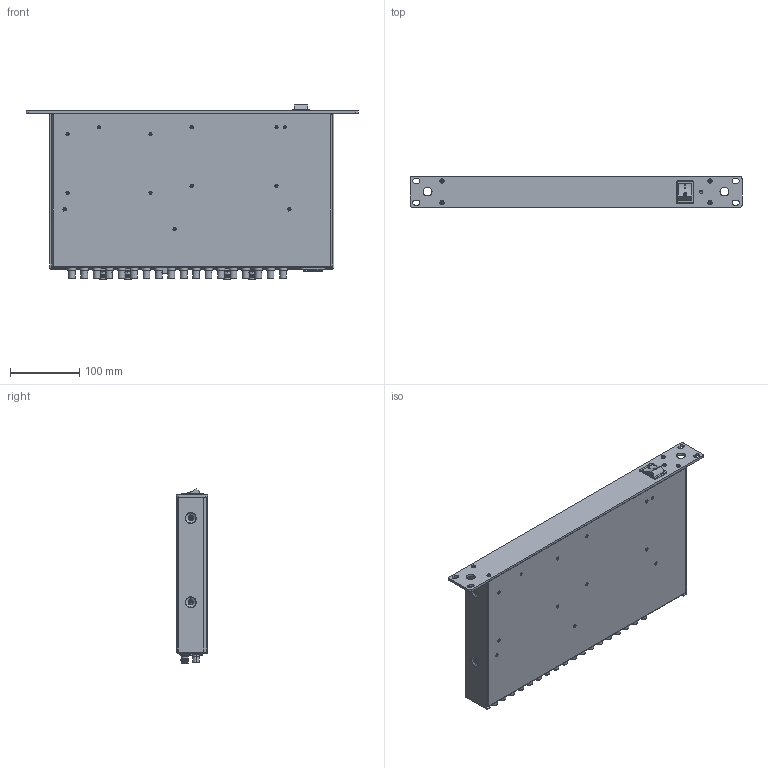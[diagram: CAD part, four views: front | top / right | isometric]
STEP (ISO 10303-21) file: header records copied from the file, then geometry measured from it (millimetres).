
FILE_DESCRIPTION (( 'STEP AP214' ), '1' );
FILE_NAME ('10652 - Distro9 Assembly.STEP', '2025-02-28T14:44:52', ( '' ), ( '' ), 'SwSTEP 2.0', 'SolidWorks 2023', '' );
FILE_SCHEMA (( 'AUTOMOTIVE_DESIGN' ));
Length unit declared in the file: millimetre
Products named in the file (1): 10652 - Distro9 Assembly
Bounding box: 481 x 45 x 252.85 mm (x, y, z)
Surface area: 497127.9 mm2 (no closed solid volume)
Topology: 0 solids, 122 shells, 1061 faces, 5384 edges, 4435 vertices
Faces by surface type: plane 439, cylinder 338, cone 155, torus 90, sphere 26, bspline 13
Entity records: 69442 total; most frequent: CARTESIAN_POINT 14586, DIRECTION 9333, ORIENTED_EDGE 7191, EDGE_CURVE 5379, VERTEX_POINT 4434, AXIS2_PLACEMENT_3D 3434, VECTOR 2465, LINE 2465
